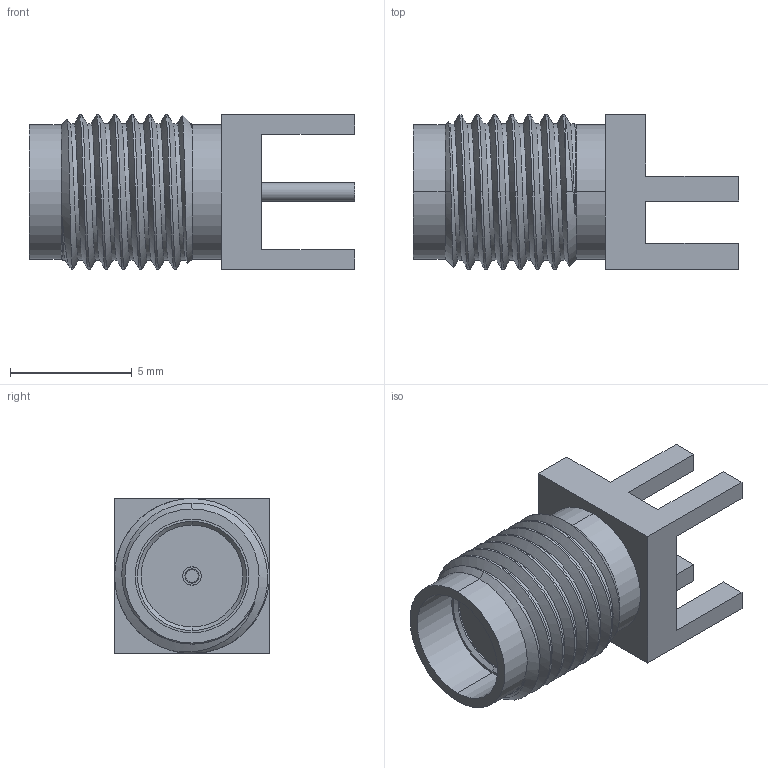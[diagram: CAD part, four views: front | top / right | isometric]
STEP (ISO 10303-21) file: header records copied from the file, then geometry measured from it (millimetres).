
FILE_DESCRIPTION (( 'STEP AP214' ), '1' );
FILE_NAME ('CON-SMA-EDGE.STEP', '2023-08-24T09:06:51', ( 'USER' ), ( '' ), 'SwSTEP 2.0', 'SolidWorks 2016', '' );
FILE_SCHEMA (( 'AUTOMOTIVE_DESIGN' ));
Length unit declared in the file: millimetre
Products named in the file (1): CON-SMA-EDGE
Bounding box: 13.33 x 6.35 x 6.35 mm (x, y, z)
Volume: 251.1 mm3; surface area: 652.4 mm2
Topology: 3 solids, 3 shells, 81 faces, 204 edges, 133 vertices
Faces by surface type: plane 34, cylinder 32, cone 12, bspline 3
Entity records: 3772 total; most frequent: CARTESIAN_POINT 1853, ORIENTED_EDGE 408, DIRECTION 367, EDGE_CURVE 204, VERTEX_POINT 133, AXIS2_PLACEMENT_3D 132, VECTOR 103, LINE 103
